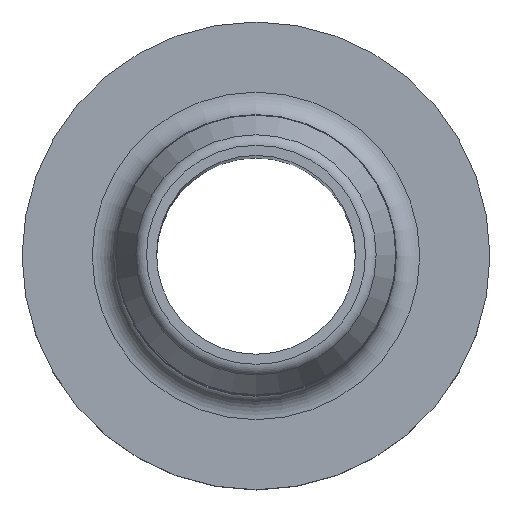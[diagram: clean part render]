
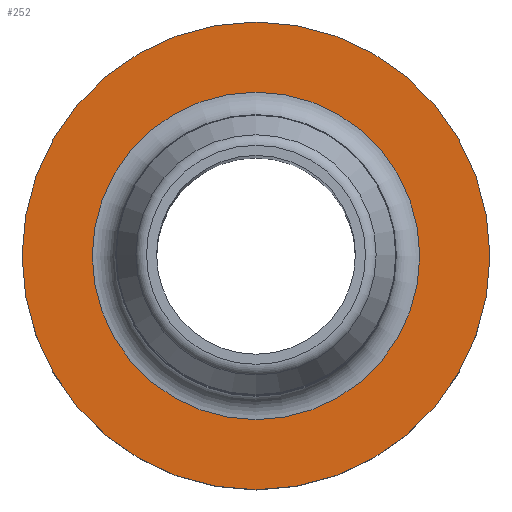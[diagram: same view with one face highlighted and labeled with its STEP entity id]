
A CAD part, top view. The second image highlights one B-rep face of the part: STEP entity #252.
In plain terms, the highlighted planar face has unit normal (0, 0, 1).
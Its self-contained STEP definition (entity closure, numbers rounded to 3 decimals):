
#33=PLANE('',#300);
#59=ORIENTED_EDGE('',*,*,#92,.T.);
#60=ORIENTED_EDGE('',*,*,#91,.F.);
#91=EDGE_CURVE('',#113,#113,#135,.T.);
#92=EDGE_CURVE('',#114,#114,#136,.T.);
#113=VERTEX_POINT('',#447);
#114=VERTEX_POINT('',#450);
#135=CIRCLE('',#299,4.);
#136=CIRCLE('',#301,2.8);
#169=EDGE_LOOP('',(#59));
#170=EDGE_LOOP('',(#60));
#213=FACE_BOUND('',#169,.T.);
#214=FACE_BOUND('',#170,.T.);
#252=ADVANCED_FACE('',(#213,#214),#33,.T.);
#299=AXIS2_PLACEMENT_3D('',#446,#369,#370);
#300=AXIS2_PLACEMENT_3D('',#448,#371,#372);
#301=AXIS2_PLACEMENT_3D('',#449,#373,#374);
#369=DIRECTION('',(0.,0.,-1.));
#370=DIRECTION('',(-1.,0.,0.));
#371=DIRECTION('',(0.,0.,1.));
#372=DIRECTION('',(1.,0.,0.));
#373=DIRECTION('',(0.,0.,-1.));
#374=DIRECTION('',(-1.,0.,0.));
#446=CARTESIAN_POINT('',(0.,0.,15.));
#447=CARTESIAN_POINT('',(-4.,0.,15.));
#448=CARTESIAN_POINT('',(0.,4.,15.));
#449=CARTESIAN_POINT('',(0.,0.,15.));
#450=CARTESIAN_POINT('',(-2.8,0.,15.));
